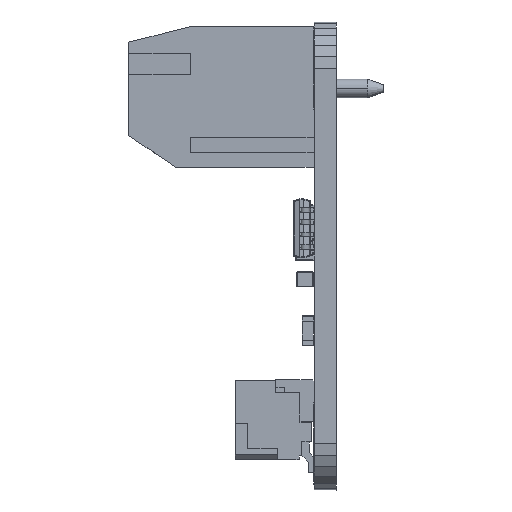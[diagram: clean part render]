
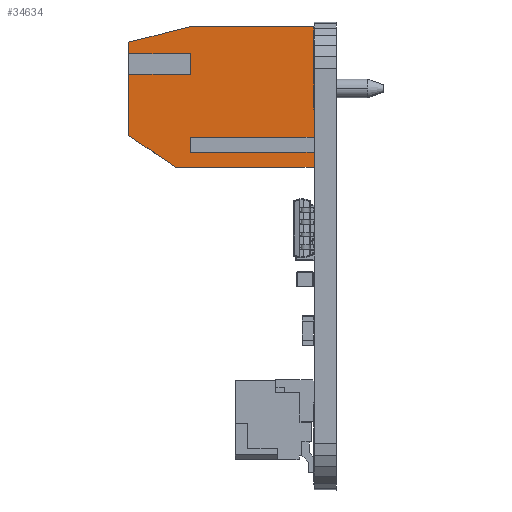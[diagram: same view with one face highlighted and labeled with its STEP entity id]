
A CAD part, left-side view. The second image highlights one B-rep face of the part: STEP entity #34634.
In plain terms, the highlighted face is planar.
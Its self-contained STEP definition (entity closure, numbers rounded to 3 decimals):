
#59 = CARTESIAN_POINT ( 'NONE',  ( 7.5, -3.75, -6.6 ) ) ;
#300 = LINE ( 'NONE', #48886, #56142 ) ;
#640 = DIRECTION ( 'NONE',  ( 0., 0., -1. ) ) ;
#1033 = DIRECTION ( 'NONE',  ( 0., -1., 0. ) ) ;
#1208 = EDGE_CURVE ( 'NONE', #42354, #38262, #2946, .T. ) ;
#1419 = CARTESIAN_POINT ( 'NONE',  ( 7.5, 3.75, -7.4 ) ) ;
#1433 = ORIENTED_EDGE ( 'NONE', *, *, #35287, .T. ) ;
#1967 = LINE ( 'NONE', #34374, #50218 ) ;
#2347 = ORIENTED_EDGE ( 'NONE', *, *, #5358, .T. ) ;
#2611 = DIRECTION ( 'NONE',  ( 0., -1., 0. ) ) ;
#2946 = LINE ( 'NONE', #45524, #13255 ) ;
#2957 = DIRECTION ( 'NONE',  ( 1., 0., 0. ) ) ;
#3123 = CARTESIAN_POINT ( 'NONE',  ( 7.5, -3.75, -9.9 ) ) ;
#3558 = LINE ( 'NONE', #21066, #54552 ) ;
#3644 = EDGE_CURVE ( 'NONE', #10950, #47434, #21821, .T. ) ;
#4031 = VERTEX_POINT ( 'NONE', #24513 ) ;
#4518 = DIRECTION ( 'NONE',  ( 0., 0.559, 0.829 ) ) ;
#5358 = EDGE_CURVE ( 'NONE', #19646, #10950, #31144, .T. ) ;
#5606 = ORIENTED_EDGE ( 'NONE', *, *, #23577, .T. ) ;
#5692 = CARTESIAN_POINT ( 'NONE',  ( 7.5, -2.927, -9.9 ) ) ;
#6189 = CARTESIAN_POINT ( 'NONE',  ( 7.5, 2.95, 0. ) ) ;
#6557 = LINE ( 'NONE', #59, #43084 ) ;
#6567 = VERTEX_POINT ( 'NONE', #35021 ) ;
#7489 = CARTESIAN_POINT ( 'NONE',  ( 7.5, -1.35, -9.9 ) ) ;
#8018 = CARTESIAN_POINT ( 'NONE',  ( 7.5, 2.064, -9.9 ) ) ;
#8033 = EDGE_CURVE ( 'NONE', #43299, #51943, #27251, .T. ) ;
#8427 = CARTESIAN_POINT ( 'NONE',  ( 7.5, 1.75, 0. ) ) ;
#8827 = EDGE_CURVE ( 'NONE', #18354, #27743, #30541, .T. ) ;
#9327 = DIRECTION ( 'NONE',  ( 0., 1., 0. ) ) ;
#9705 = CARTESIAN_POINT ( 'NONE',  ( 7.5, 3.75, 0. ) ) ;
#10488 = VECTOR ( 'NONE', #20061, 1000. ) ;
#10739 = VERTEX_POINT ( 'NONE', #23848 ) ;
#10950 = VERTEX_POINT ( 'NONE', #8018 ) ;
#11184 = LINE ( 'NONE', #53813, #31159 ) ;
#11560 = LINE ( 'NONE', #37346, #12219 ) ;
#11983 = DIRECTION ( 'NONE',  ( 0., 0., -1. ) ) ;
#12219 = VECTOR ( 'NONE', #51017, 1000. ) ;
#13255 = VECTOR ( 'NONE', #41290, 1000. ) ;
#13881 = ORIENTED_EDGE ( 'NONE', *, *, #56397, .T. ) ;
#13929 = DIRECTION ( 'NONE',  ( 0., -1., 0. ) ) ;
#15234 = VECTOR ( 'NONE', #9327, 1000. ) ;
#15472 = ORIENTED_EDGE ( 'NONE', *, *, #37226, .T. ) ;
#16066 = CARTESIAN_POINT ( 'NONE',  ( 7.5, -3.75, -6.6 ) ) ;
#16582 = EDGE_CURVE ( 'NONE', #48680, #30339, #55897, .T. ) ;
#17233 = EDGE_CURVE ( 'NONE', #54017, #19646, #32353, .T. ) ;
#17576 = CARTESIAN_POINT ( 'NONE',  ( 7.5, 2.064, -9.9 ) ) ;
#17679 = ORIENTED_EDGE ( 'NONE', *, *, #8033, .T. ) ;
#17854 = VECTOR ( 'NONE', #640, 1000. ) ;
#18354 = VERTEX_POINT ( 'NONE', #40124 ) ;
#18543 = LINE ( 'NONE', #16066, #57133 ) ;
#19115 = CARTESIAN_POINT ( 'NONE',  ( 7.5, -2.15, -9.9 ) ) ;
#19141 = EDGE_LOOP ( 'NONE', ( #28533, #56334, #20520, #5606, #40325, #52078, #13881, #54988, #30506, #41227, #2347, #47131, #46768, #48677, #40363, #15472, #1433, #17679 ) ) ;
#19646 = VERTEX_POINT ( 'NONE', #7489 ) ;
#20061 = DIRECTION ( 'NONE',  ( 0., 1., 0. ) ) ;
#20520 = ORIENTED_EDGE ( 'NONE', *, *, #16582, .T. ) ;
#21066 = CARTESIAN_POINT ( 'NONE',  ( 7.5, -3.75, 0. ) ) ;
#21258 = CARTESIAN_POINT ( 'NONE',  ( 7.5, -3.55, 0. ) ) ;
#21821 = LINE ( 'NONE', #17576, #54217 ) ;
#22246 = VERTEX_POINT ( 'NONE', #40057 ) ;
#22728 = VECTOR ( 'NONE', #23266, 1000. ) ;
#23266 = DIRECTION ( 'NONE',  ( 0., 0., -1. ) ) ;
#23577 = EDGE_CURVE ( 'NONE', #30339, #4031, #3558, .T. ) ;
#23848 = CARTESIAN_POINT ( 'NONE',  ( 7.5, 2.95, -6.6 ) ) ;
#24513 = CARTESIAN_POINT ( 'NONE',  ( 7.5, -3.75, 0. ) ) ;
#26746 = DIRECTION ( 'NONE',  ( 0., 0., 1. ) ) ;
#27251 = LINE ( 'NONE', #35892, #47246 ) ;
#27743 = VERTEX_POINT ( 'NONE', #5692 ) ;
#28448 = VECTOR ( 'NONE', #41810, 1000. ) ;
#28533 = ORIENTED_EDGE ( 'NONE', *, *, #37338, .T. ) ;
#29384 = DIRECTION ( 'NONE',  ( 0., -1., 0. ) ) ;
#29722 = LINE ( 'NONE', #53450, #15234 ) ;
#30339 = VERTEX_POINT ( 'NONE', #56507 ) ;
#30506 = ORIENTED_EDGE ( 'NONE', *, *, #41408, .T. ) ;
#30541 = LINE ( 'NONE', #37366, #28448 ) ;
#31144 = LINE ( 'NONE', #3123, #10488 ) ;
#31159 = VECTOR ( 'NONE', #1033, 1000. ) ;
#31333 = VECTOR ( 'NONE', #11983, 1000. ) ;
#31902 = LINE ( 'NONE', #47104, #33281 ) ;
#32353 = LINE ( 'NONE', #40607, #22728 ) ;
#33223 = VERTEX_POINT ( 'NONE', #37768 ) ;
#33281 = VECTOR ( 'NONE', #29384, 1000. ) ;
#33476 = AXIS2_PLACEMENT_3D ( 'NONE', #33748, #2957, #55924 ) ;
#33554 = PLANE ( 'NONE',  #33476 ) ;
#33748 = CARTESIAN_POINT ( 'NONE',  ( 7.5, -3.75, 0. ) ) ;
#34374 = CARTESIAN_POINT ( 'NONE',  ( 7.5, 1.75, 0. ) ) ;
#34634 = ADVANCED_FACE ( 'NONE', ( #50102 ), #33554, .T. ) ;
#35021 = CARTESIAN_POINT ( 'NONE',  ( 7.5, 2.15, -6.6 ) ) ;
#35287 = EDGE_CURVE ( 'NONE', #6567, #43299, #300, .T. ) ;
#35861 = DIRECTION ( 'NONE',  ( 0., 1., 0. ) ) ;
#35892 = CARTESIAN_POINT ( 'NONE',  ( 7.5, -3.75, 0. ) ) ;
#35978 = EDGE_CURVE ( 'NONE', #22246, #48680, #31902, .T. ) ;
#37226 = EDGE_CURVE ( 'NONE', #10739, #6567, #18543, .T. ) ;
#37338 = EDGE_CURVE ( 'NONE', #51943, #22246, #1967, .T. ) ;
#37346 = CARTESIAN_POINT ( 'NONE',  ( 7.5, 2.95, 0. ) ) ;
#37366 = CARTESIAN_POINT ( 'NONE',  ( 7.5, -3.75, -6.6 ) ) ;
#37768 = CARTESIAN_POINT ( 'NONE',  ( 7.5, 3.75, 0. ) ) ;
#38252 = LINE ( 'NONE', #53111, #31333 ) ;
#38262 = VERTEX_POINT ( 'NONE', #54804 ) ;
#38491 = CARTESIAN_POINT ( 'NONE',  ( 7.5, 2.15, 0. ) ) ;
#40057 = CARTESIAN_POINT ( 'NONE',  ( 7.5, 1.75, 0.05 ) ) ;
#40124 = CARTESIAN_POINT ( 'NONE',  ( 7.5, -3.75, -6.6 ) ) ;
#40325 = ORIENTED_EDGE ( 'NONE', *, *, #41624, .T. ) ;
#40363 = ORIENTED_EDGE ( 'NONE', *, *, #51763, .T. ) ;
#40384 = CARTESIAN_POINT ( 'NONE',  ( 7.5, -3.55, 0.05 ) ) ;
#40607 = CARTESIAN_POINT ( 'NONE',  ( 7.5, -1.35, 0. ) ) ;
#41227 = ORIENTED_EDGE ( 'NONE', *, *, #17233, .T. ) ;
#41290 = DIRECTION ( 'NONE',  ( 0., 0., 1. ) ) ;
#41308 = LINE ( 'NONE', #9705, #17854 ) ;
#41408 = EDGE_CURVE ( 'NONE', #38262, #54017, #6557, .T. ) ;
#41624 = EDGE_CURVE ( 'NONE', #4031, #18354, #38252, .T. ) ;
#41810 = DIRECTION ( 'NONE',  ( 0., 0.242, -0.97 ) ) ;
#42354 = VERTEX_POINT ( 'NONE', #19115 ) ;
#42964 = CARTESIAN_POINT ( 'NONE',  ( 7.5, -1.35, -6.6 ) ) ;
#43084 = VECTOR ( 'NONE', #35861, 1000. ) ;
#43299 = VERTEX_POINT ( 'NONE', #38491 ) ;
#45524 = CARTESIAN_POINT ( 'NONE',  ( 7.5, -2.15, 0. ) ) ;
#46221 = EDGE_CURVE ( 'NONE', #33223, #57164, #11184, .T. ) ;
#46768 = ORIENTED_EDGE ( 'NONE', *, *, #47359, .F. ) ;
#47104 = CARTESIAN_POINT ( 'NONE',  ( 7.5, -3.75, 0.05 ) ) ;
#47131 = ORIENTED_EDGE ( 'NONE', *, *, #3644, .T. ) ;
#47246 = VECTOR ( 'NONE', #13929, 1000. ) ;
#47359 = EDGE_CURVE ( 'NONE', #33223, #47434, #41308, .T. ) ;
#47434 = VERTEX_POINT ( 'NONE', #1419 ) ;
#48677 = ORIENTED_EDGE ( 'NONE', *, *, #46221, .T. ) ;
#48680 = VERTEX_POINT ( 'NONE', #40384 ) ;
#48886 = CARTESIAN_POINT ( 'NONE',  ( 7.5, 2.15, 0. ) ) ;
#49682 = VECTOR ( 'NONE', #52093, 1000. ) ;
#50102 = FACE_OUTER_BOUND ( 'NONE', #19141, .T. ) ;
#50218 = VECTOR ( 'NONE', #55969, 1000. ) ;
#51017 = DIRECTION ( 'NONE',  ( 0., 0., -1. ) ) ;
#51502 = DIRECTION ( 'NONE',  ( 0., -1., 0. ) ) ;
#51763 = EDGE_CURVE ( 'NONE', #57164, #10739, #11560, .T. ) ;
#51943 = VERTEX_POINT ( 'NONE', #8427 ) ;
#52078 = ORIENTED_EDGE ( 'NONE', *, *, #8827, .T. ) ;
#52093 = DIRECTION ( 'NONE',  ( 0., 0., -1. ) ) ;
#53111 = CARTESIAN_POINT ( 'NONE',  ( 7.5, -3.75, 0. ) ) ;
#53450 = CARTESIAN_POINT ( 'NONE',  ( 7.5, -3.75, -9.9 ) ) ;
#53813 = CARTESIAN_POINT ( 'NONE',  ( 7.5, -3.75, 0. ) ) ;
#54017 = VERTEX_POINT ( 'NONE', #42964 ) ;
#54217 = VECTOR ( 'NONE', #4518, 1000. ) ;
#54552 = VECTOR ( 'NONE', #51502, 1000. ) ;
#54804 = CARTESIAN_POINT ( 'NONE',  ( 7.5, -2.15, -6.6 ) ) ;
#54988 = ORIENTED_EDGE ( 'NONE', *, *, #1208, .T. ) ;
#55897 = LINE ( 'NONE', #21258, #49682 ) ;
#55924 = DIRECTION ( 'NONE',  ( 0., 0., -1. ) ) ;
#55969 = DIRECTION ( 'NONE',  ( 0., 0., 1. ) ) ;
#56142 = VECTOR ( 'NONE', #26746, 1000. ) ;
#56334 = ORIENTED_EDGE ( 'NONE', *, *, #35978, .T. ) ;
#56397 = EDGE_CURVE ( 'NONE', #27743, #42354, #29722, .T. ) ;
#56507 = CARTESIAN_POINT ( 'NONE',  ( 7.5, -3.55, 0. ) ) ;
#57133 = VECTOR ( 'NONE', #2611, 1000. ) ;
#57164 = VERTEX_POINT ( 'NONE', #6189 ) ;
